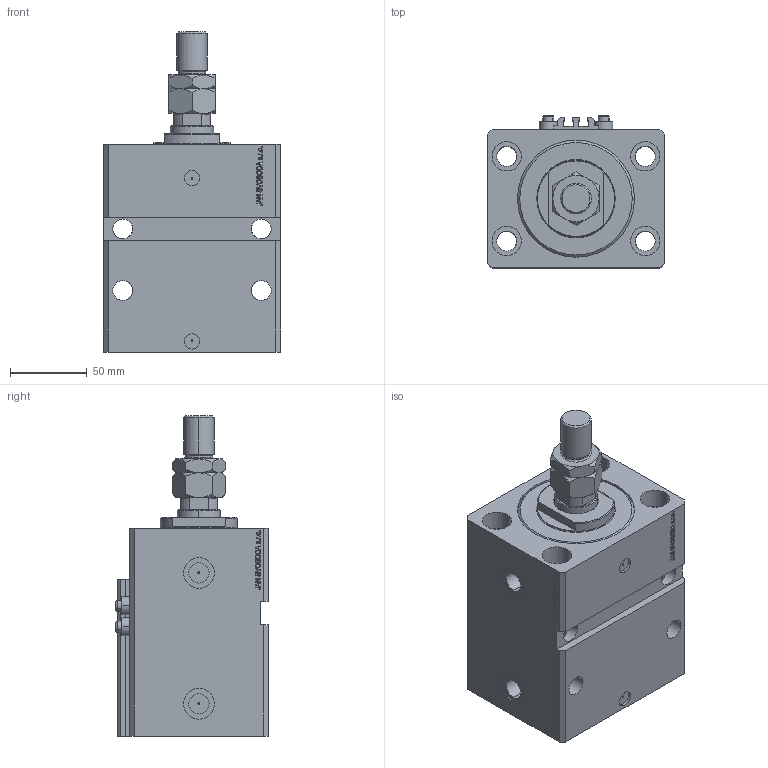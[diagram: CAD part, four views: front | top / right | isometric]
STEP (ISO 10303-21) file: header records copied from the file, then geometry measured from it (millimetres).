
FILE_DESCRIPTION (( 'STEP AP203' ), '1' );
FILE_NAME ('e947.STEP', '2023-10-07T17:15:25', ( '' ), ( '' ), 'SwSTEP 2.0', 'SolidWorks 2019', '' );
FILE_SCHEMA (( 'CONFIG_CONTROL_DESIGN' ));
Length unit declared in the file: millimetre
Products named in the file (6): ALLEN BOLT V250CE 60ec0f2225b7a95eee74ad3e1e9f1172; V250CE_C_VCP 60ec0f2225b7a95eee74ad3e1e9f1172; MTA 60ec0f2225b7a95eee74ad3e1e9f1172; V250CE_E_Body 60ec0f2225b7a95eee74ad3e1e9f1172; e947; V250CE_VC_E 60ec0f2225b7a95eee74ad3e1e9f1172
Assembly tree (8 placements, depth 2):
  e947
    V250CE_E_Body 60ec0f2225b7a95eee74ad3e1e9f1172
    ALLEN BOLT V250CE 60ec0f2225b7a95eee74ad3e1e9f1172  x4
    V250CE_C_VCP 60ec0f2225b7a95eee74ad3e1e9f1172
    V250CE_VC_E 60ec0f2225b7a95eee74ad3e1e9f1172
    MTA 60ec0f2225b7a95eee74ad3e1e9f1172
Bounding box: 115 x 99 x 208 mm (x, y, z)
Volume: 1183588.4 mm3; surface area: 193697.4 mm2
Topology: 9 solids, 9 shells, 1192 faces, 2960 edges, 1901 vertices
Faces by surface type: plane 562, bspline 368, cylinder 162, cone 84, torus 16
Entity records: 51317 total; most frequent: CARTESIAN_POINT 26383, ORIENTED_EDGE 5610, DIRECTION 3755, EDGE_CURVE 2805, VERTEX_POINT 1817, VECTOR 1665, LINE 1665, EDGE_LOOP 1266
